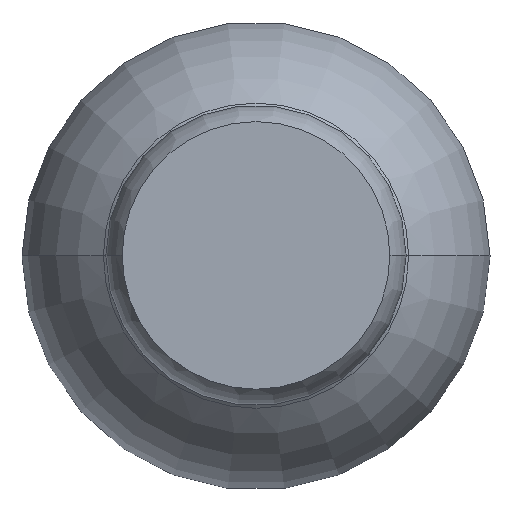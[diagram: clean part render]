
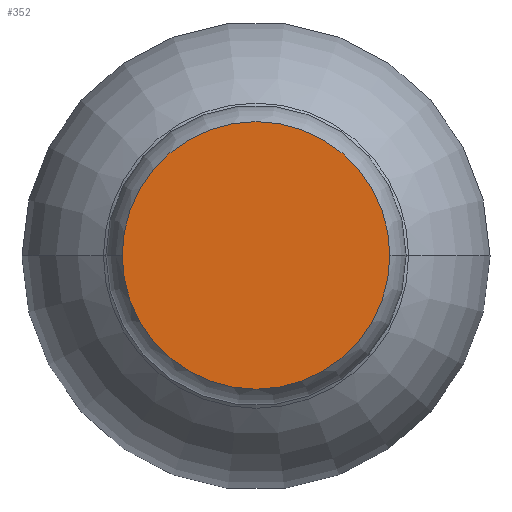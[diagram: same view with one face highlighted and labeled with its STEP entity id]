
A CAD part, top view. The second image highlights one B-rep face of the part: STEP entity #352.
In plain terms, the highlighted planar face has unit normal (0, 0, 1).
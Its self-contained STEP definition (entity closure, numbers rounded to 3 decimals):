
#35 = FACE_OUTER_BOUND ( 'NONE', #162, .T. ) ;
#97 = VERTEX_POINT ( 'NONE', #636 ) ;
#142 = DIRECTION ( 'NONE',  ( -1., 0., 0. ) ) ;
#149 = DIRECTION ( 'NONE',  ( 0., 0., 1. ) ) ;
#162 = EDGE_LOOP ( 'NONE', ( #375, #486 ) ) ;
#256 = CIRCLE ( 'NONE', #599, 2.85 ) ;
#278 = CARTESIAN_POINT ( 'NONE',  ( 0., 0., 10.7 ) ) ;
#318 = DIRECTION ( 'NONE',  ( 0., 0., -1. ) ) ;
#324 = AXIS2_PLACEMENT_3D ( 'NONE', #278, #149, #461 ) ;
#351 = EDGE_CURVE ( 'NONE', #590, #97, #256, .T. ) ;
#352 = ADVANCED_FACE ( 'NONE', ( #35 ), #432, .F. ) ;
#372 = DIRECTION ( 'NONE',  ( 1., 0., 0. ) ) ;
#375 = ORIENTED_EDGE ( 'NONE', *, *, #413, .T. ) ;
#377 = DIRECTION ( 'NONE',  ( 0., 0., 1. ) ) ;
#413 = EDGE_CURVE ( 'NONE', #97, #590, #505, .T. ) ;
#432 = PLANE ( 'NONE',  #750 ) ;
#461 = DIRECTION ( 'NONE',  ( 1., 0., 0. ) ) ;
#486 = ORIENTED_EDGE ( 'NONE', *, *, #351, .T. ) ;
#489 = CARTESIAN_POINT ( 'NONE',  ( -2.85, 0., 10.7 ) ) ;
#505 = CIRCLE ( 'NONE', #324, 2.85 ) ;
#547 = CARTESIAN_POINT ( 'NONE',  ( 0., 0., 10.7 ) ) ;
#581 = CARTESIAN_POINT ( 'NONE',  ( -2.85, 0., 10.7 ) ) ;
#590 = VERTEX_POINT ( 'NONE', #581 ) ;
#599 = AXIS2_PLACEMENT_3D ( 'NONE', #547, #377, #372 ) ;
#636 = CARTESIAN_POINT ( 'NONE',  ( 2.85, 0., 10.7 ) ) ;
#750 = AXIS2_PLACEMENT_3D ( 'NONE', #489, #318, #142 ) ;
